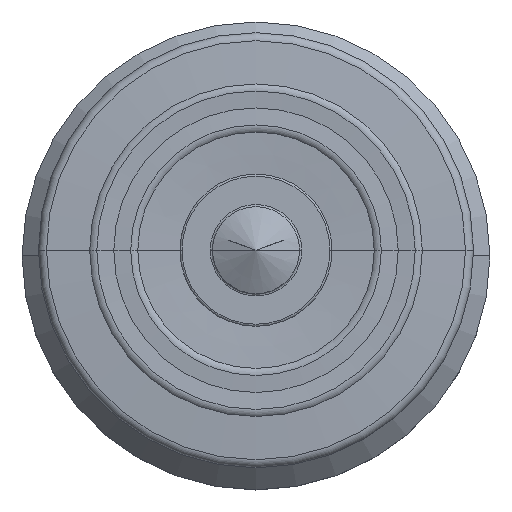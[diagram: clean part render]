
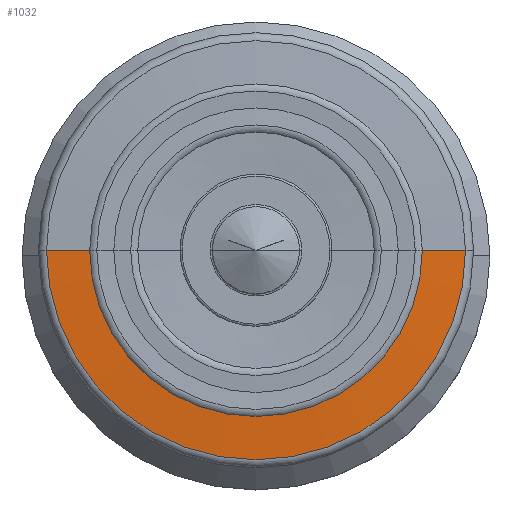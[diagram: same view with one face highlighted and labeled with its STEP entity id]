
A CAD part, top view. The second image highlights one B-rep face of the part: STEP entity #1032.
In plain terms, the highlighted conical face has half-angle 86 degrees and reference radius 15.284 mm.
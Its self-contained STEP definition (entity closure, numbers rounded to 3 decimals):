
#34 = EDGE_CURVE ( 'NONE', #1388, #732, #1564, .T. ) ;
#57 = EDGE_CURVE ( 'NONE', #1388, #1788, #1361, .T. ) ;
#122 = DIRECTION ( 'NONE',  ( 0.998, 0., -0.07 ) ) ;
#154 = CARTESIAN_POINT ( 'NONE',  ( 15.284, 0., 308.134 ) ) ;
#165 = CIRCLE ( 'NONE', #1331, 19.256 ) ;
#187 = DIRECTION ( 'NONE',  ( 1., 0., 0. ) ) ;
#197 = DIRECTION ( 'NONE',  ( 0., 0., 1. ) ) ;
#206 = CARTESIAN_POINT ( 'NONE',  ( 0., 0., 307.857 ) ) ;
#221 = CARTESIAN_POINT ( 'NONE',  ( 0., 0., 308.134 ) ) ;
#291 = CARTESIAN_POINT ( 'NONE',  ( 19.256, 0., 307.857 ) ) ;
#443 = AXIS2_PLACEMENT_3D ( 'NONE', #221, #1108, #1085 ) ;
#473 = CARTESIAN_POINT ( 'NONE',  ( -19.256, 0., 307.857 ) ) ;
#732 = VERTEX_POINT ( 'NONE', #473 ) ;
#734 = EDGE_LOOP ( 'NONE', ( #742, #1882, #897, #1753 ) ) ;
#742 = ORIENTED_EDGE ( 'NONE', *, *, #1252, .F. ) ;
#897 = ORIENTED_EDGE ( 'NONE', *, *, #34, .T. ) ;
#939 = VECTOR ( 'NONE', #122, 1000. ) ;
#964 = CARTESIAN_POINT ( 'NONE',  ( -15.284, 0., 308.134 ) ) ;
#1032 = ADVANCED_FACE ( 'NONE', ( #1325 ), #1901, .T. ) ;
#1064 = CARTESIAN_POINT ( 'NONE',  ( 15.284, 0., 308.134 ) ) ;
#1085 = DIRECTION ( 'NONE',  ( 1., 0., 0. ) ) ;
#1108 = DIRECTION ( 'NONE',  ( 0., 0., 1. ) ) ;
#1133 = AXIS2_PLACEMENT_3D ( 'NONE', #1712, #1639, #1395 ) ;
#1235 = VERTEX_POINT ( 'NONE', #291 ) ;
#1252 = EDGE_CURVE ( 'NONE', #1788, #1235, #1373, .T. ) ;
#1325 = FACE_OUTER_BOUND ( 'NONE', #734, .T. ) ;
#1331 = AXIS2_PLACEMENT_3D ( 'NONE', #206, #197, #187 ) ;
#1340 = EDGE_CURVE ( 'NONE', #732, #1235, #165, .T. ) ;
#1361 = CIRCLE ( 'NONE', #443, 15.284 ) ;
#1373 = LINE ( 'NONE', #154, #939 ) ;
#1388 = VERTEX_POINT ( 'NONE', #964 ) ;
#1395 = DIRECTION ( 'NONE',  ( -1., 0., 0. ) ) ;
#1564 = LINE ( 'NONE', #1785, #1614 ) ;
#1614 = VECTOR ( 'NONE', #1773, 1000. ) ;
#1639 = DIRECTION ( 'NONE',  ( 0., 0., -1. ) ) ;
#1712 = CARTESIAN_POINT ( 'NONE',  ( 0., 0., 308.134 ) ) ;
#1753 = ORIENTED_EDGE ( 'NONE', *, *, #1340, .T. ) ;
#1773 = DIRECTION ( 'NONE',  ( -0.998, 0., -0.07 ) ) ;
#1785 = CARTESIAN_POINT ( 'NONE',  ( -15.284, 0., 308.134 ) ) ;
#1788 = VERTEX_POINT ( 'NONE', #1064 ) ;
#1882 = ORIENTED_EDGE ( 'NONE', *, *, #57, .F. ) ;
#1901 = CONICAL_SURFACE ( 'NONE', #1133, 15.284, 1.501 ) ;
